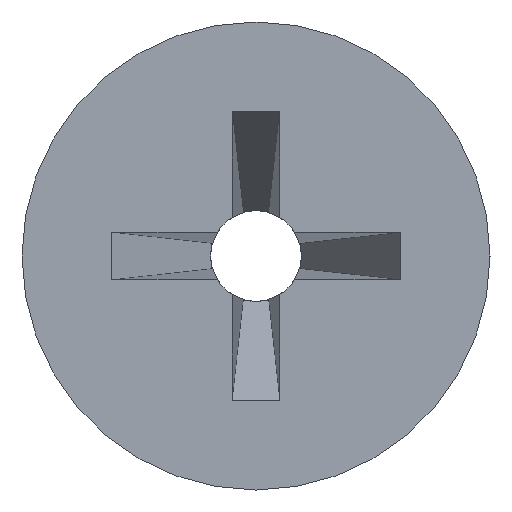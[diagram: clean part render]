
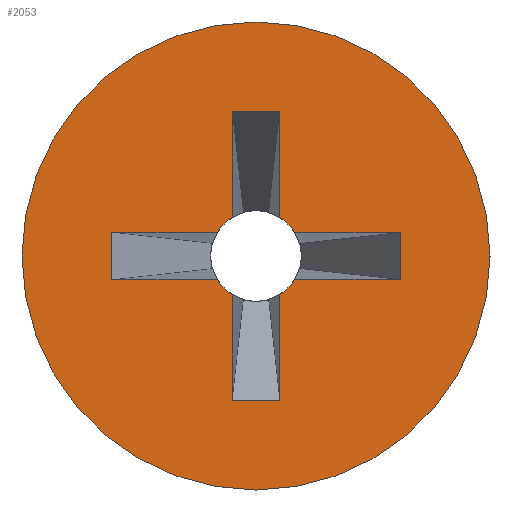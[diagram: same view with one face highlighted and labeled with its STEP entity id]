
A CAD part, left-side view. The second image highlights one B-rep face of the part: STEP entity #2053.
In plain terms, the highlighted planar face has unit normal (-1, 0, 0).
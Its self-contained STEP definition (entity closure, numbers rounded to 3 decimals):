
#115=CARTESIAN_POINT('',(0.,0.,0.));
#116=DIRECTION('',(-1.,0.,0.));
#117=DIRECTION('',(0.,1.,0.));
#118=AXIS2_PLACEMENT_3D('',#115,#116,#117);
#120=CARTESIAN_POINT('',(0.,0.,0.));
#121=DIRECTION('',(1.,0.,0.));
#122=DIRECTION('',(0.,1.,0.));
#123=AXIS2_PLACEMENT_3D('',#120,#121,#122);
#125=CARTESIAN_POINT('',(0.,0.,0.));
#126=DIRECTION('',(1.,0.,0.));
#127=DIRECTION('',(0.,-0.85,-0.527));
#128=AXIS2_PLACEMENT_3D('',#125,#126,#127);
#130=DIRECTION('',(0.,1.,0.));
#131=VECTOR('',#130,1.063);
#132=CARTESIAN_POINT('',(0.,-1.45,-0.24));
#133=LINE('',#132,#131);
#134=DIRECTION('',(0.,0.,-1.));
#135=VECTOR('',#134,0.48);
#136=CARTESIAN_POINT('',(0.,-1.45,0.24));
#137=LINE('',#136,#135);
#138=DIRECTION('',(0.,1.,0.));
#139=VECTOR('',#138,1.063);
#140=CARTESIAN_POINT('',(0.,-1.45,0.24));
#141=LINE('',#140,#139);
#142=CARTESIAN_POINT('',(0.,0.,0.));
#143=DIRECTION('',(1.,0.,0.));
#144=DIRECTION('',(0.,-0.527,0.85));
#145=AXIS2_PLACEMENT_3D('',#142,#143,#144);
#147=DIRECTION('',(0.,0.,-1.));
#148=VECTOR('',#147,1.063);
#149=CARTESIAN_POINT('',(0.,-0.24,1.45));
#150=LINE('',#149,#148);
#151=DIRECTION('',(0.,1.,0.));
#152=VECTOR('',#151,0.48);
#153=CARTESIAN_POINT('',(0.,-0.24,1.45));
#154=LINE('',#153,#152);
#155=DIRECTION('',(0.,0.,-1.));
#156=VECTOR('',#155,1.063);
#157=CARTESIAN_POINT('',(0.,0.24,1.45));
#158=LINE('',#157,#156);
#159=CARTESIAN_POINT('',(0.,0.,0.));
#160=DIRECTION('',(1.,0.,0.));
#161=DIRECTION('',(0.,0.85,0.527));
#162=AXIS2_PLACEMENT_3D('',#159,#160,#161);
#164=DIRECTION('',(0.,1.,0.));
#165=VECTOR('',#164,1.063);
#166=CARTESIAN_POINT('',(0.,0.387,0.24));
#167=LINE('',#166,#165);
#168=DIRECTION('',(0.,0.,-1.));
#169=VECTOR('',#168,0.48);
#170=CARTESIAN_POINT('',(0.,1.45,0.24));
#171=LINE('',#170,#169);
#172=DIRECTION('',(0.,1.,0.));
#173=VECTOR('',#172,1.063);
#174=CARTESIAN_POINT('',(0.,0.387,-0.24));
#175=LINE('',#174,#173);
#176=CARTESIAN_POINT('',(0.,0.,0.));
#177=DIRECTION('',(1.,0.,0.));
#178=DIRECTION('',(0.,0.527,-0.85));
#179=AXIS2_PLACEMENT_3D('',#176,#177,#178);
#181=DIRECTION('',(0.,0.,-1.));
#182=VECTOR('',#181,1.063);
#183=CARTESIAN_POINT('',(0.,0.24,-0.387));
#184=LINE('',#183,#182);
#185=DIRECTION('',(0.,1.,0.));
#186=VECTOR('',#185,0.48);
#187=CARTESIAN_POINT('',(0.,-0.24,-1.45));
#188=LINE('',#187,#186);
#189=DIRECTION('',(0.,0.,-1.));
#190=VECTOR('',#189,1.063);
#191=CARTESIAN_POINT('',(0.,-0.24,-0.387));
#192=LINE('',#191,#190);
#1905=CARTESIAN_POINT('',(0.,2.35,0.));
#1907=VERTEX_POINT('',#1905);
#1909=CARTESIAN_POINT('',(0.,-2.35,0.));
#1911=VERTEX_POINT('',#1909);
#1928=CARTESIAN_POINT('',(0.,-0.387,-0.24));
#1929=CARTESIAN_POINT('',(0.,-0.24,-0.387));
#1930=VERTEX_POINT('',#1928);
#1931=VERTEX_POINT('',#1929);
#1932=CARTESIAN_POINT('',(0.,0.24,-0.387));
#1933=CARTESIAN_POINT('',(0.,0.387,-0.24));
#1934=VERTEX_POINT('',#1932);
#1935=VERTEX_POINT('',#1933);
#1936=CARTESIAN_POINT('',(0.,0.387,0.24));
#1937=CARTESIAN_POINT('',(0.,0.24,0.387));
#1938=VERTEX_POINT('',#1936);
#1939=VERTEX_POINT('',#1937);
#1940=CARTESIAN_POINT('',(0.,-0.24,0.387));
#1941=CARTESIAN_POINT('',(0.,-0.387,0.24));
#1942=VERTEX_POINT('',#1940);
#1943=VERTEX_POINT('',#1941);
#1960=CARTESIAN_POINT('',(0.,-1.45,0.24));
#1961=CARTESIAN_POINT('',(0.,-1.45,-0.24));
#1962=VERTEX_POINT('',#1960);
#1963=VERTEX_POINT('',#1961);
#1964=CARTESIAN_POINT('',(0.,-0.24,1.45));
#1965=CARTESIAN_POINT('',(0.,0.24,1.45));
#1966=VERTEX_POINT('',#1964);
#1967=VERTEX_POINT('',#1965);
#1968=CARTESIAN_POINT('',(0.,1.45,0.24));
#1969=CARTESIAN_POINT('',(0.,1.45,-0.24));
#1970=VERTEX_POINT('',#1968);
#1971=VERTEX_POINT('',#1969);
#1972=CARTESIAN_POINT('',(0.,-0.24,-1.45));
#1973=CARTESIAN_POINT('',(0.,0.24,-1.45));
#1974=VERTEX_POINT('',#1972);
#1975=VERTEX_POINT('',#1973);
#2008=CARTESIAN_POINT('',(0.,0.,0.));
#2009=DIRECTION('',(1.,0.,0.));
#2010=DIRECTION('',(0.,-1.,0.));
#2011=AXIS2_PLACEMENT_3D('',#2008,#2009,#2010);
#2012=PLANE('',#2011);
#2014=ORIENTED_EDGE('',*,*,#2013,.F.);
#2016=ORIENTED_EDGE('',*,*,#2015,.T.);
#2017=EDGE_LOOP('',(#2014,#2016));
#2018=FACE_OUTER_BOUND('',#2017,.F.);
#2020=ORIENTED_EDGE('',*,*,#2019,.F.);
#2022=ORIENTED_EDGE('',*,*,#2021,.F.);
#2024=ORIENTED_EDGE('',*,*,#2023,.F.);
#2026=ORIENTED_EDGE('',*,*,#2025,.T.);
#2028=ORIENTED_EDGE('',*,*,#2027,.F.);
#2030=ORIENTED_EDGE('',*,*,#2029,.F.);
#2032=ORIENTED_EDGE('',*,*,#2031,.T.);
#2034=ORIENTED_EDGE('',*,*,#2033,.T.);
#2036=ORIENTED_EDGE('',*,*,#2035,.F.);
#2038=ORIENTED_EDGE('',*,*,#2037,.T.);
#2040=ORIENTED_EDGE('',*,*,#2039,.T.);
#2042=ORIENTED_EDGE('',*,*,#2041,.F.);
#2044=ORIENTED_EDGE('',*,*,#2043,.F.);
#2046=ORIENTED_EDGE('',*,*,#2045,.T.);
#2048=ORIENTED_EDGE('',*,*,#2047,.F.);
#2050=ORIENTED_EDGE('',*,*,#2049,.F.);
#2051=EDGE_LOOP('',(#2020,#2022,#2024,#2026,#2028,#2030,#2032,#2034,#2036,#2038,
#2040,#2042,#2044,#2046,#2048,#2050));
#2052=FACE_BOUND('',#2051,.F.);
#119=CIRCLE('',#118,2.35);
#124=CIRCLE('',#123,2.35);
#129=CIRCLE('',#128,0.455);
#146=CIRCLE('',#145,0.455);
#163=CIRCLE('',#162,0.455);
#180=CIRCLE('',#179,0.455);
#2013=EDGE_CURVE('',#1907,#1911,#119,.T.);
#2015=EDGE_CURVE('',#1907,#1911,#124,.T.);
#2019=EDGE_CURVE('',#1930,#1931,#129,.T.);
#2021=EDGE_CURVE('',#1963,#1930,#133,.T.);
#2023=EDGE_CURVE('',#1962,#1963,#137,.T.);
#2025=EDGE_CURVE('',#1962,#1943,#141,.T.);
#2027=EDGE_CURVE('',#1942,#1943,#146,.T.);
#2029=EDGE_CURVE('',#1966,#1942,#150,.T.);
#2031=EDGE_CURVE('',#1966,#1967,#154,.T.);
#2033=EDGE_CURVE('',#1967,#1939,#158,.T.);
#2035=EDGE_CURVE('',#1938,#1939,#163,.T.);
#2037=EDGE_CURVE('',#1938,#1970,#167,.T.);
#2039=EDGE_CURVE('',#1970,#1971,#171,.T.);
#2041=EDGE_CURVE('',#1935,#1971,#175,.T.);
#2043=EDGE_CURVE('',#1934,#1935,#180,.T.);
#2045=EDGE_CURVE('',#1934,#1975,#184,.T.);
#2047=EDGE_CURVE('',#1974,#1975,#188,.T.);
#2049=EDGE_CURVE('',#1931,#1974,#192,.T.);
#2053=ADVANCED_FACE('',(#2018,#2052),#2012,.F.);
